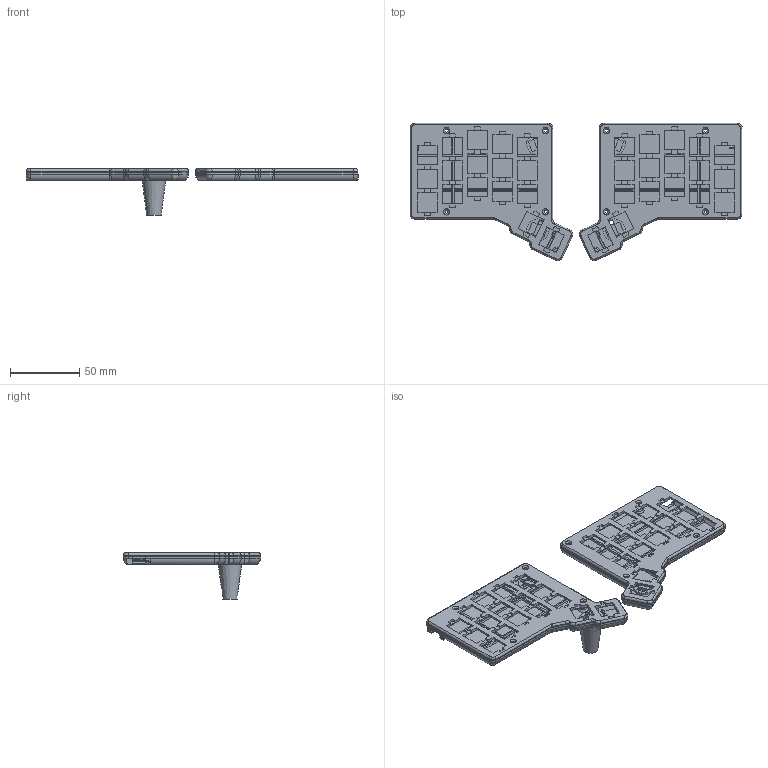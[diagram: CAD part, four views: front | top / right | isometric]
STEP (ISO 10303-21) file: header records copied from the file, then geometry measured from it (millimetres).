
FILE_DESCRIPTION(/* description */ (''),/* implementation_level */ '2;1');
FILE_NAME(/* name */ 'Forager Case.step',/* time_stamp */ '2024-07-25T15:53:48-04:00',/* author */ (''),/* organization */ (''),/* preprocessor_version */ 'ST-DEVELOPER v20',/* originating_system */ 'Autodesk Translation Framework v13.14.0.145',/* authorisation */ '');
FILE_SCHEMA (('AUTOMOTIVE_DESIGN { 1 0 10303 214 3 1 1 }'));
Length unit declared in the file: millimetre
Products named in the file (1): Forager Case
Bounding box: 239.1 x 98.93 x 33.4 mm (x, y, z)
Volume: 43658 mm3; surface area: 65924.9 mm2
Topology: 5 solids, 5 shells, 1147 faces, 3214 edges, 2069 vertices
Faces by surface type: plane 734, cylinder 188, bspline 124, cone 85, torus 16
Full cylindrical faces by diameter (mm): 1.95 x2, 2.4 x18, 3.1 x2, 3.25 x8, 16 x4
Entity records: 40313 total; most frequent: CARTESIAN_POINT 11346, ORIENTED_EDGE 6428, DIRECTION 5399, EDGE_CURVE 3214, LINE 2257, VECTOR 2257, VERTEX_POINT 2069, AXIS2_PLACEMENT_3D 1571
